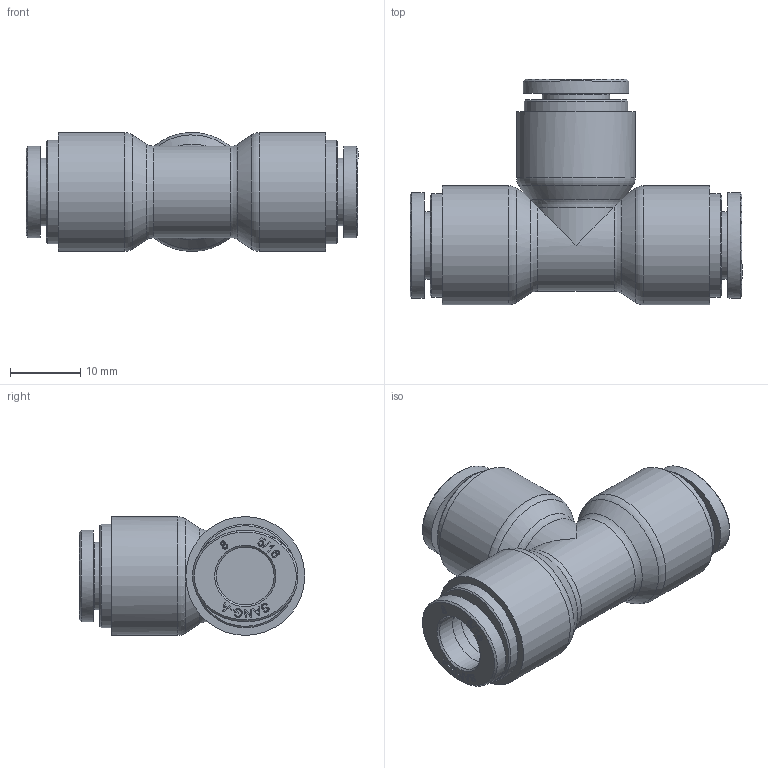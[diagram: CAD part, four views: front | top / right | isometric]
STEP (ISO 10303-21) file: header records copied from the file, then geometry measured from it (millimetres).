
FILE_DESCRIPTION((''),'2;1');
FILE_NAME('HR-PUT 08.stp','2020-03-19T14:30:12',('user'),(''),'Autodesk Inventor 2013','Autodesk Inventor 2013','');
FILE_SCHEMA(('AUTOMOTIVE_DESIGN { 1 0 10303 214 1 1 1 1 }'));
Length unit declared in the file: millimetre
Products named in the file (5): 조립품4; HR-PUT 08 BODY; HR-COLLAR 08; HR-Collar 08L(SUS); HR-SLEEVE 08
Assembly tree (6 placements, depth 3):
  조립품4
    HR-PUT 08 BODY
    HR-COLLAR 08  x3
      HR-Collar 08L(SUS)
      HR-SLEEVE 08
Bounding box: 47.2 x 32.05 x 16.9 mm (x, y, z)
Volume: 9119.1 mm3; surface area: 6384.1 mm2
Topology: 7 solids, 7 shells, 505 faces, 1297 edges, 860 vertices
Faces by surface type: plane 252, bspline 213, cylinder 21, cone 12, torus 7
Full cylindrical faces by diameter (mm): 8.2 x9, 9.6 x3, 14.7 x3, 16.9 x3
Entity records: 5976 total; most frequent: CARTESIAN_POINT 1958, ORIENTED_EDGE 880, DIRECTION 585, EDGE_CURVE 440, VERTEX_POINT 301, VECTOR 253, LINE 253, EDGE_LOOP 229
